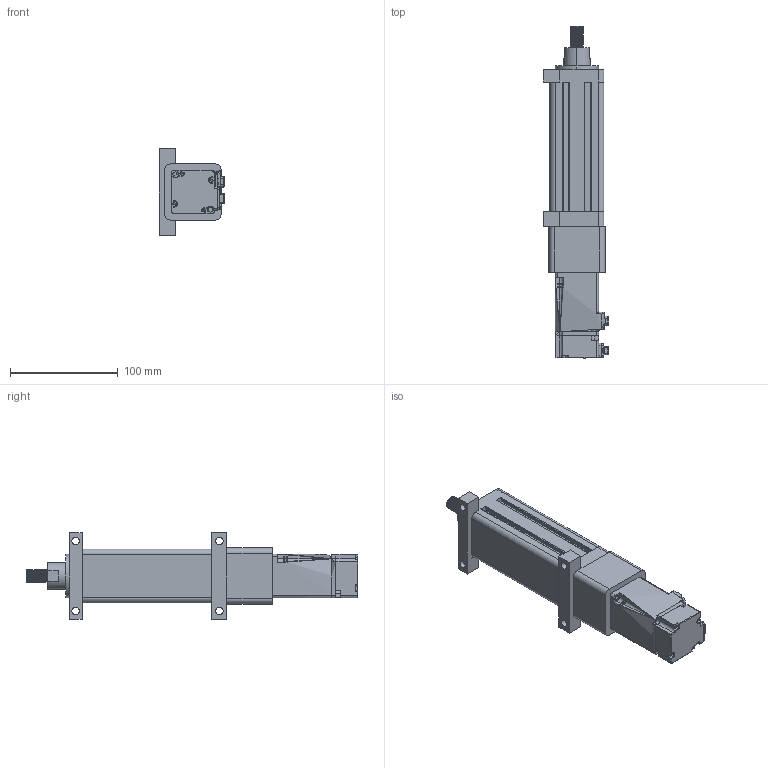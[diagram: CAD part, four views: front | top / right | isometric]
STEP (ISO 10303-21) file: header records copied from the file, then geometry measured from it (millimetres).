
FILE_DESCRIPTION (( 'STEP AP203' ), '1' );
FILE_NAME ('240905-XQ-50缸直联50行程装配体.STEP', '2024-09-05T08:09:59', ( '微软用户' ), ( '微软中国' ), 'SwSTEP 2.0', 'SolidWorks 2022', '' );
FILE_SCHEMA (( 'CONFIG_CONTROL_DESIGN' ));
Length unit declared in the file: millimetre
Products named in the file (3): 240905-XQ-50缸直联50行程装配体; 50缸行程50直联卧式安装; MS6H-40-CS(M)30B3-20P1
Assembly tree (2 placements, depth 2):
  240905-XQ-50缸直联50行程装配体
    50缸行程50直联卧式安装
    MS6H-40-CS(M)30B3-20P1
Bounding box: 60.2 x 307.4 x 80 mm (x, y, z)
Volume: 321808.8 mm3; surface area: 104470.3 mm2
Topology: 1 solids, 10 shells, 755 faces, 2006 edges, 1274 vertices
Faces by surface type: plane 348, cylinder 305, torus 42, cone 34, bspline 17, sphere 9
Entity records: 31696 total; most frequent: CARTESIAN_POINT 16044, ORIENTED_EDGE 3705, DIRECTION 2079, EDGE_CURVE 1985, B_SPLINE_CURVE_WITH_KNOTS 1451, VERTEX_POINT 1273, AXIS2_PLACEMENT_3D 879, EDGE_LOOP 854
